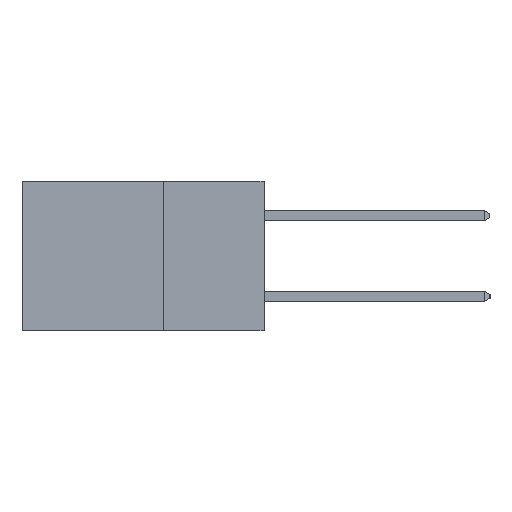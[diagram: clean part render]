
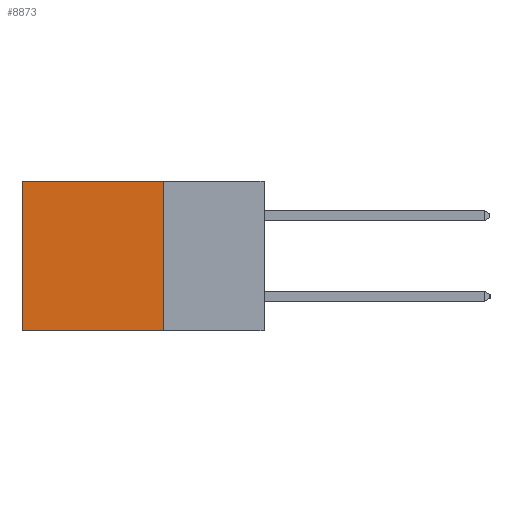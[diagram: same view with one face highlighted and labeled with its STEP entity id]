
A CAD part, left-side view. The second image highlights one B-rep face of the part: STEP entity #8873.
In plain terms, the highlighted planar face has unit normal (-1, 0, 0).
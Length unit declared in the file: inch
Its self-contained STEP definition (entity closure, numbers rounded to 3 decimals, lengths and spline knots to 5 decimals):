
#122 = CARTESIAN_POINT ( 'NONE',  ( 0.2615, 0.6, 0. ) ) ;
#361 = DIRECTION ( 'NONE',  ( 0., 0., -1. ) ) ;
#562 = EDGE_CURVE ( 'NONE', #8695, #3816, #9188, .T. ) ;
#563 = LINE ( 'NONE', #3919, #4910 ) ;
#593 = CARTESIAN_POINT ( 'NONE',  ( 0.2615, 0.6, -0.37 ) ) ;
#667 = EDGE_CURVE ( 'NONE', #5247, #5854, #5181, .T. ) ;
#752 = VECTOR ( 'NONE', #8551, 39.37008 ) ;
#1506 = EDGE_CURVE ( 'NONE', #5247, #8695, #563, .T. ) ;
#1690 = VECTOR ( 'NONE', #4100, 39.37008 ) ;
#1757 = DIRECTION ( 'NONE',  ( 0., 1., 0. ) ) ;
#2267 = CARTESIAN_POINT ( 'NONE',  ( 0.2615, 0.25, -0.37 ) ) ;
#2841 = VECTOR ( 'NONE', #1757, 39.37008 ) ;
#3006 = EDGE_CURVE ( 'NONE', #5854, #3816, #8000, .T. ) ;
#3013 = CARTESIAN_POINT ( 'NONE',  ( 0.2615, 0.25, -0.37 ) ) ;
#3110 = FACE_OUTER_BOUND ( 'NONE', #4903, .T. ) ;
#3816 = VERTEX_POINT ( 'NONE', #593 ) ;
#3919 = CARTESIAN_POINT ( 'NONE',  ( 0.2615, 0.25, -0.37 ) ) ;
#4067 = ORIENTED_EDGE ( 'NONE', *, *, #3006, .T. ) ;
#4100 = DIRECTION ( 'NONE',  ( 0., 0., -1. ) ) ;
#4903 = EDGE_LOOP ( 'NONE', ( #4067, #9019, #7320, #9900 ) ) ;
#4910 = VECTOR ( 'NONE', #9804, 39.37008 ) ;
#5121 = CARTESIAN_POINT ( 'NONE',  ( 0.2615, 0.25, 0. ) ) ;
#5181 = LINE ( 'NONE', #5121, #2841 ) ;
#5247 = VERTEX_POINT ( 'NONE', #9035 ) ;
#5498 = DIRECTION ( 'NONE',  ( 1., 0., 0. ) ) ;
#5854 = VERTEX_POINT ( 'NONE', #122 ) ;
#6564 = AXIS2_PLACEMENT_3D ( 'NONE', #2267, #5498, #361 ) ;
#7320 = ORIENTED_EDGE ( 'NONE', *, *, #1506, .F. ) ;
#8000 = LINE ( 'NONE', #8596, #1690 ) ;
#8551 = DIRECTION ( 'NONE',  ( 0., 1., 0. ) ) ;
#8587 = CARTESIAN_POINT ( 'NONE',  ( 0.2615, 0.25, -0.37 ) ) ;
#8596 = CARTESIAN_POINT ( 'NONE',  ( 0.2615, 0.6, -0.37 ) ) ;
#8695 = VERTEX_POINT ( 'NONE', #3013 ) ;
#8873 = ADVANCED_FACE ( 'NONE', ( #3110 ), #9153, .F. ) ;
#9019 = ORIENTED_EDGE ( 'NONE', *, *, #562, .F. ) ;
#9035 = CARTESIAN_POINT ( 'NONE',  ( 0.2615, 0.25, 0. ) ) ;
#9153 = PLANE ( 'NONE',  #6564 ) ;
#9188 = LINE ( 'NONE', #8587, #752 ) ;
#9804 = DIRECTION ( 'NONE',  ( 0., 0., -1. ) ) ;
#9900 = ORIENTED_EDGE ( 'NONE', *, *, #667, .T. ) ;
